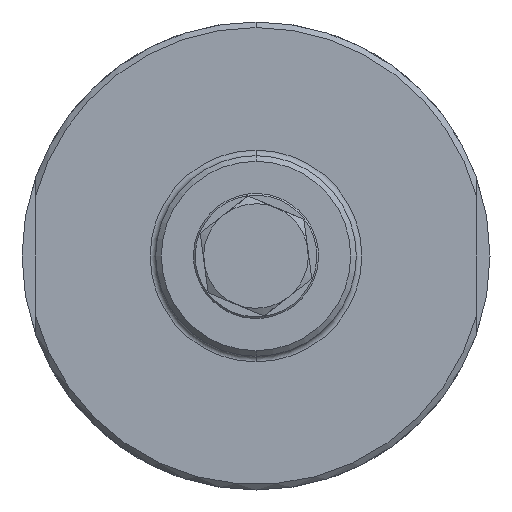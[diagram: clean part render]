
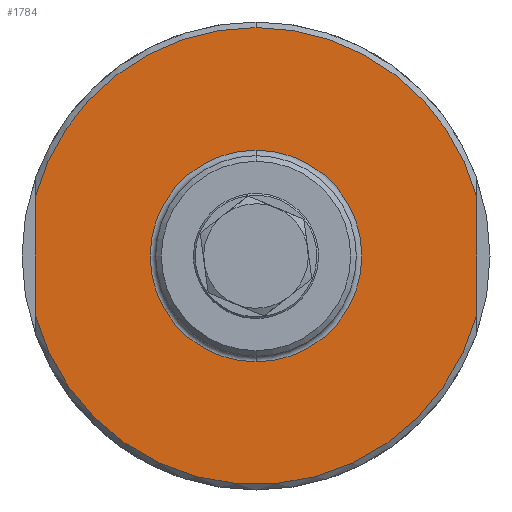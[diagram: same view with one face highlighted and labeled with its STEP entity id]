
A CAD part, front view. The second image highlights one B-rep face of the part: STEP entity #1784.
In plain terms, the highlighted planar face has unit normal (0, -1, 0).
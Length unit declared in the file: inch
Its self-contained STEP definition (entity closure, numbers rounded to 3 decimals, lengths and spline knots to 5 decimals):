
#169 = CARTESIAN_POINT ( 'NONE',  ( -1.98, 0.375, 0. ) ) ;
#351 = VECTOR ( 'NONE', #3667, 39.37008 ) ;
#464 = ORIENTED_EDGE ( 'NONE', *, *, #5705, .T. ) ;
#891 = AXIS2_PLACEMENT_3D ( 'NONE', #5927, #906, #1862 ) ;
#906 = DIRECTION ( 'NONE',  ( 0., -1., 0. ) ) ;
#989 = VERTEX_POINT ( 'NONE', #5544 ) ;
#1051 = CARTESIAN_POINT ( 'NONE',  ( 0., 0.375, 2.05 ) ) ;
#1208 = DIRECTION ( 'NONE',  ( 0., 1., 0. ) ) ;
#1346 = AXIS2_PLACEMENT_3D ( 'NONE', #4575, #1566, #2081 ) ;
#1363 = DIRECTION ( 'NONE',  ( 0., 1., 0. ) ) ;
#1470 = ORIENTED_EDGE ( 'NONE', *, *, #3693, .T. ) ;
#1479 = VERTEX_POINT ( 'NONE', #4887 ) ;
#1566 = DIRECTION ( 'NONE',  ( 0., -1., 0. ) ) ;
#1582 = VERTEX_POINT ( 'NONE', #1051 ) ;
#1586 = EDGE_CURVE ( 'NONE', #6338, #1582, #6061, .T. ) ;
#1601 = AXIS2_PLACEMENT_3D ( 'NONE', #4917, #1363, #3375 ) ;
#1647 = EDGE_CURVE ( 'NONE', #989, #2787, #6223, .T. ) ;
#1675 = EDGE_LOOP ( 'NONE', ( #5266, #3997, #4876, #464, #3453 ) ) ;
#1784 = ADVANCED_FACE ( 'NONE', ( #2493, #4303 ), #5014, .F. ) ;
#1862 = DIRECTION ( 'NONE',  ( 0., 0., 1. ) ) ;
#1973 = CARTESIAN_POINT ( 'NONE',  ( -2.1, 0.375, 0. ) ) ;
#2081 = DIRECTION ( 'NONE',  ( 0., 0., 1. ) ) ;
#2242 = CARTESIAN_POINT ( 'NONE',  ( 0., 0.375, 0. ) ) ;
#2268 = CARTESIAN_POINT ( 'NONE',  ( 1.98, 0.375, -0.53113 ) ) ;
#2379 = CIRCLE ( 'NONE', #891, 2.05 ) ;
#2476 = VERTEX_POINT ( 'NONE', #4600 ) ;
#2480 = DIRECTION ( 'NONE',  ( 0., 0., 1. ) ) ;
#2488 = EDGE_LOOP ( 'NONE', ( #4798, #1470 ) ) ;
#2493 = FACE_BOUND ( 'NONE', #2488, .T. ) ;
#2787 = VERTEX_POINT ( 'NONE', #5903 ) ;
#2844 = DIRECTION ( 'NONE',  ( 0., 0., -1. ) ) ;
#3193 = EDGE_CURVE ( 'NONE', #2476, #1479, #5946, .T. ) ;
#3375 = DIRECTION ( 'NONE',  ( 0., 0., 1. ) ) ;
#3453 = ORIENTED_EDGE ( 'NONE', *, *, #3560, .F. ) ;
#3560 = EDGE_CURVE ( 'NONE', #6338, #4168, #4027, .T. ) ;
#3638 = DIRECTION ( 'NONE',  ( 0., 0., 1. ) ) ;
#3667 = DIRECTION ( 'NONE',  ( 0., 0., -1. ) ) ;
#3693 = EDGE_CURVE ( 'NONE', #2787, #989, #4502, .T. ) ;
#3728 = CARTESIAN_POINT ( 'NONE',  ( 0., 0.375, 0. ) ) ;
#3888 = AXIS2_PLACEMENT_3D ( 'NONE', #2242, #4743, #3638 ) ;
#3997 = ORIENTED_EDGE ( 'NONE', *, *, #5954, .T. ) ;
#4027 = LINE ( 'NONE', #6328, #5395 ) ;
#4168 = VERTEX_POINT ( 'NONE', #2268 ) ;
#4303 = FACE_OUTER_BOUND ( 'NONE', #1675, .T. ) ;
#4502 = CIRCLE ( 'NONE', #1601, 0.95 ) ;
#4575 = CARTESIAN_POINT ( 'NONE',  ( 0., 0.375, 0. ) ) ;
#4600 = CARTESIAN_POINT ( 'NONE',  ( -1.98, 0.375, 0.53113 ) ) ;
#4743 = DIRECTION ( 'NONE',  ( 0., -1., 0. ) ) ;
#4798 = ORIENTED_EDGE ( 'NONE', *, *, #1647, .T. ) ;
#4876 = ORIENTED_EDGE ( 'NONE', *, *, #3193, .T. ) ;
#4887 = CARTESIAN_POINT ( 'NONE',  ( -1.98, 0.375, -0.53113 ) ) ;
#4917 = CARTESIAN_POINT ( 'NONE',  ( 0., 0.375, 0. ) ) ;
#5014 = PLANE ( 'NONE',  #5363 ) ;
#5216 = DIRECTION ( 'NONE',  ( 0., 0., 1. ) ) ;
#5266 = ORIENTED_EDGE ( 'NONE', *, *, #1586, .T. ) ;
#5363 = AXIS2_PLACEMENT_3D ( 'NONE', #1973, #6002, #2480 ) ;
#5395 = VECTOR ( 'NONE', #2844, 39.37008 ) ;
#5544 = CARTESIAN_POINT ( 'NONE',  ( 0., 0.375, 0.95 ) ) ;
#5705 = EDGE_CURVE ( 'NONE', #1479, #4168, #6358, .T. ) ;
#5903 = CARTESIAN_POINT ( 'NONE',  ( 0., 0.375, -0.95 ) ) ;
#5927 = CARTESIAN_POINT ( 'NONE',  ( 0., 0.375, 0. ) ) ;
#5946 = LINE ( 'NONE', #169, #351 ) ;
#5954 = EDGE_CURVE ( 'NONE', #1582, #2476, #2379, .T. ) ;
#6002 = DIRECTION ( 'NONE',  ( 0., 1., 0. ) ) ;
#6061 = CIRCLE ( 'NONE', #3888, 2.05 ) ;
#6223 = CIRCLE ( 'NONE', #6412, 0.95 ) ;
#6254 = CARTESIAN_POINT ( 'NONE',  ( 1.98, 0.375, 0.53113 ) ) ;
#6328 = CARTESIAN_POINT ( 'NONE',  ( 1.98, 0.375, 0. ) ) ;
#6338 = VERTEX_POINT ( 'NONE', #6254 ) ;
#6358 = CIRCLE ( 'NONE', #1346, 2.05 ) ;
#6412 = AXIS2_PLACEMENT_3D ( 'NONE', #3728, #1208, #5216 ) ;
